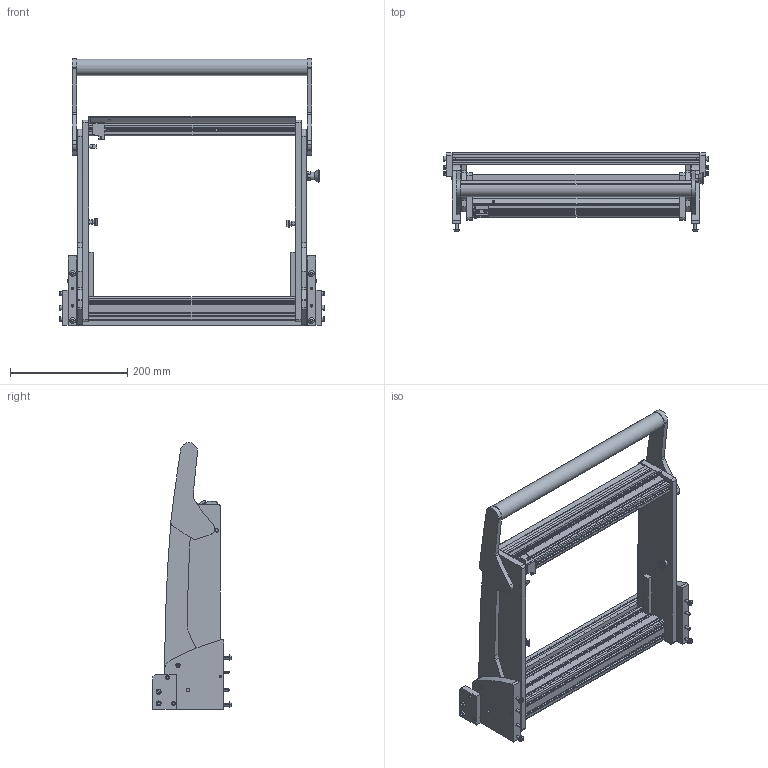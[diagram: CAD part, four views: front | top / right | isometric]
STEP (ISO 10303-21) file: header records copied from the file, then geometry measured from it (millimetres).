
FILE_DESCRIPTION (( 'STEP AP214' ), '1' );
FILE_NAME ('INGUN_49690.STEP', '2021-03-17T07:06:57', ( '' ), ( '' ), 'SwSTEP 2.0', 'SolidWorks 2018', '' );
FILE_SCHEMA (( 'AUTOMOTIVE_DESIGN' ));
Length unit declared in the file: millimetre
Products named in the file (36): 109128~0_S; 32587~4_S; 55713~1_KUNDE<S>; DIN125~n_06,4 M06,0 Fase; 109951~0_KUNDE<S>; 32724~1; ISO7380~n_M05,0x020; 35151~0_S; 49264~2_S; 34328~1_S; 55712~0_KUNDE<S>; 32578~1_S; 39891~3_KUNDE<S>; 49317~0; 35097~0; 109934~0_KUNDE<S>; 53836~2_KUNDE<S>; 35716~2; 53839~0_S; INGUN_49690; 109949~0_KUNDE<S>; ISO7380~n_M03,0x005; DIN912~n_M04,0x016; 31194~0; 49269~0; DIN912~n_M05,0x016; 47523~0_S; 109950~0_KUNDE<S>; 3521~0_Spring Pin ISO 8752 - 3 x 16 - St; 39892~6_KUNDE<S>; 53837~3_KUNDE<S>; DIN125~n_05,3 M05,0 Fase; DIN6325~n_04,0m6x014; 35714~3_S; 53838~0_S; 57801~2_S
Assembly tree (69 placements, depth 3):
  INGUN_49690
    109949~0_KUNDE<S>
      55713~1_KUNDE<S>
    109950~0_KUNDE<S>
      55713~1_KUNDE<S>
    109934~0_KUNDE<S>
      53836~2_KUNDE<S>
      53837~3_KUNDE<S>
      34328~1_S  x2
      53839~0_S
      53838~0_S
      32587~4_S
      35097~0
      35716~2
      35151~0_S
      32724~1
      3521~0_Spring Pin ISO 8752 - 3 x 16 - St
      32578~1_S  x2
      ISO7380~n_M03,0x005  x2
      57801~2_S  x2
      49317~0  x2
      DIN125~n_06,4 M06,0 Fase  x2
    39892~6_KUNDE<S>
    39891~3_KUNDE<S>
    109951~0_KUNDE<S>
      35714~3_S
      55712~0_KUNDE<S>  x2
    47523~0_S  x10
    109128~0_S
    49269~0
    49264~2_S  x2
    DIN912~n_M05,0x016  x4
    DIN912~n_M04,0x016  x4
    ISO7380~n_M05,0x020  x4
    DIN125~n_05,3 M05,0 Fase  x4
    DIN6325~n_04,0m6x014  x4
    31194~0  x2
Bounding box: 451.8 x 133.75 x 453.94 mm (x, y, z)
Volume: 2006302 mm3; surface area: 1027564.9 mm2
Topology: 65 solids, 65 shells, 1818 faces, 4707 edges, 3009 vertices
Faces by surface type: cylinder 748, plane 729, cone 223, bspline 77, torus 25, sphere 16
Entity records: 39965 total; most frequent: CARTESIAN_POINT 7190, DIRECTION 6671, ORIENTED_EDGE 6186, EDGE_CURVE 3093, AXIS2_PLACEMENT_3D 2403, VERTEX_POINT 2008, VECTOR 1865, LINE 1865
